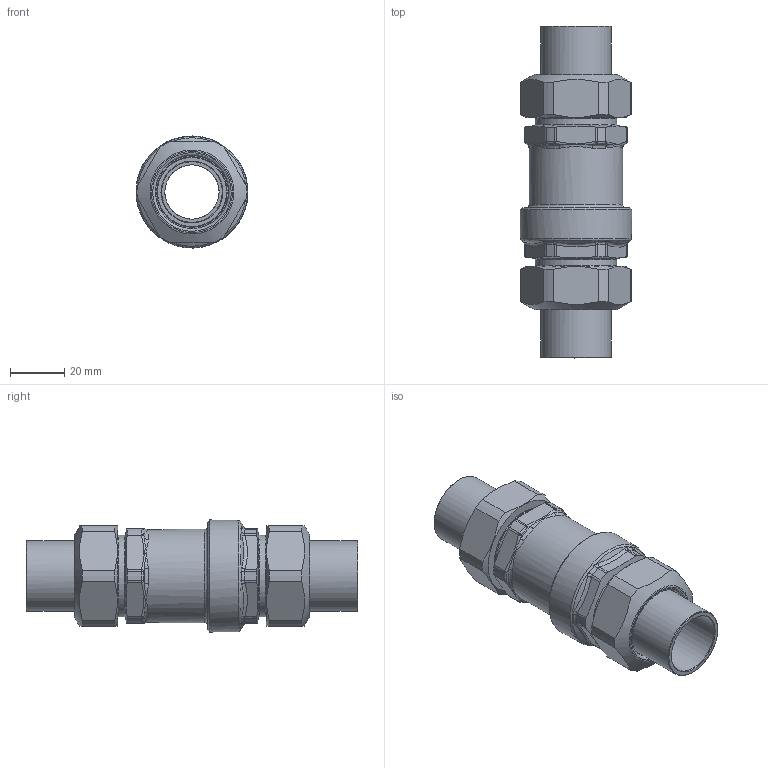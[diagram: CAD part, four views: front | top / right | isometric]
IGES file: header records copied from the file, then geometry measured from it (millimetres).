
Global section: file name: 127359AF_Simplify_1; native system: Autodesk Inventor 2025; preprocessor: unknown; author: ischreiner; date: 20250723.145653; units: inch
Bounding box: 41.33 x 122.5 x 41.38 mm (x, y, z)
Volume: 49983 mm3; surface area: 37895 mm2
Topology: 6 solids, 6 shells, 261 faces, 615 edges, 380 vertices
Faces by surface type: bspline 261
